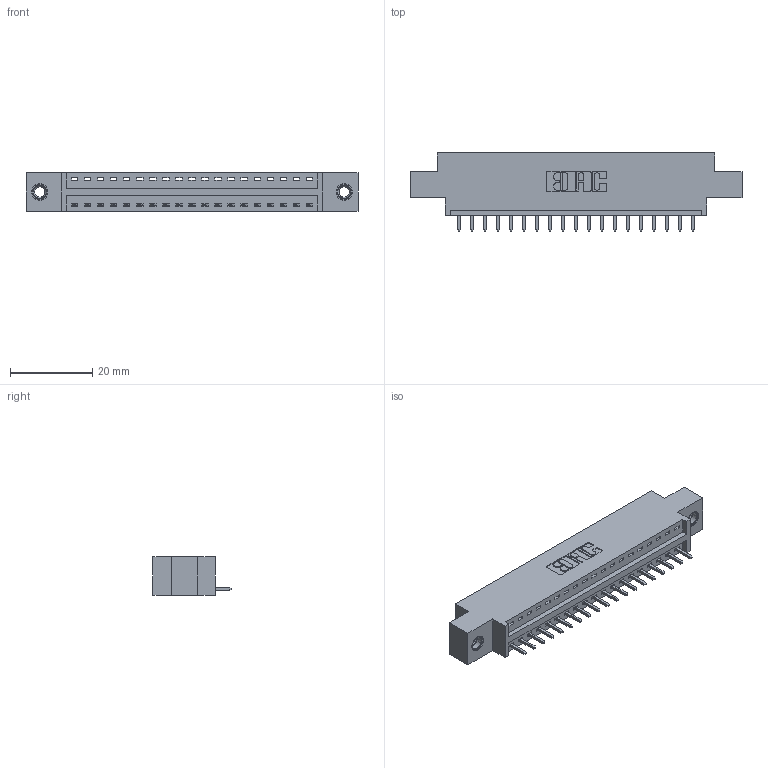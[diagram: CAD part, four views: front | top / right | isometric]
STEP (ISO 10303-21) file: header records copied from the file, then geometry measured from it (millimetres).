
FILE_DESCRIPTION (( 'STEP AP203' ), '1' );
FILE_NAME ('346-019-521-607.STEP', '2018-08-20T09:46:07', ( '' ), ( '' ), 'SwSTEP 2.0', 'SolidWorks 2016', '' );
FILE_SCHEMA (( 'CONFIG_CONTROL_DESIGN' ));
Length unit declared in the file: inch
Products named in the file (4): 345-250-001_345-250-005-103; 346-019-521-607; 346 Part_0.170 Offset - 0.156 Dia-TI; 345-292-001_345-293-121
Assembly tree (22 placements, depth 2):
  346-019-521-607
    346 Part_0.170 Offset - 0.156 Dia-TI
    345-292-001_345-293-121  x19
    345-250-001_345-250-005-103  x2
Bounding box: 80.9 x 19.05 x 9.4 mm (x, y, z)
Volume: 7363.2 mm3; surface area: 8934.8 mm2
Topology: 22 solids, 22 shells, 1288 faces, 3821 edges, 2514 vertices
Faces by surface type: plane 872, cylinder 400, cone 12, torus 4
Entity records: 16224 total; most frequent: CARTESIAN_POINT 2772, ORIENTED_EDGE 2718, DIRECTION 2499, EDGE_CURVE 1359, VECTOR 1131, LINE 1131, VERTEX_POINT 900, AXIS2_PLACEMENT_3D 684
